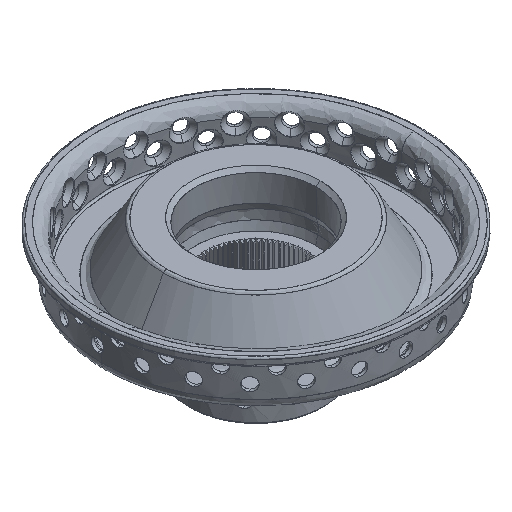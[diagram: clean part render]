
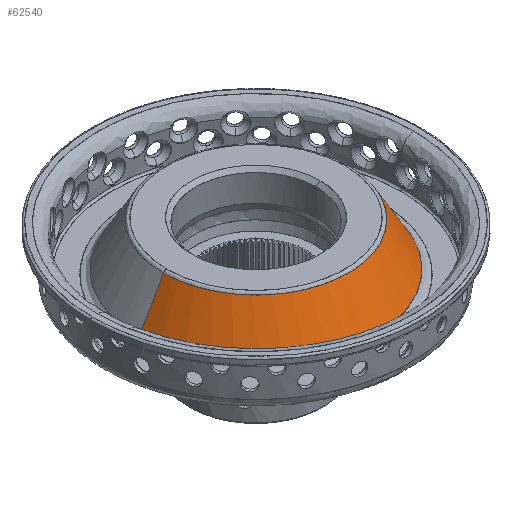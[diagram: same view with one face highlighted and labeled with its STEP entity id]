
A CAD part, isometric view. The second image highlights one B-rep face of the part: STEP entity #62540.
In plain terms, the highlighted free-form (B-spline) face has degree [2, 1] with [5, 2] control points.
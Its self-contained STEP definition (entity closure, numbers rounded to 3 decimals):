
#62540 = ADVANCED_FACE('',(#62541),#62577,.T.);
#62541 = FACE_BOUND('',#62542,.T.);
#62542 = EDGE_LOOP('',(#62543,#62555,#62562,#62572));
#62543 = ORIENTED_EDGE('',*,*,#62544,.F.);
#62544 = EDGE_CURVE('',#62545,#62547,#62549,.T.);
#62545 = VERTEX_POINT('',#62546);
#62546 = CARTESIAN_POINT('',(-75.594,0.,
    -28.967));
#62547 = VERTEX_POINT('',#62548);
#62548 = CARTESIAN_POINT('',(75.594,0.,
    -28.967));
#62549 = ( BOUNDED_CURVE() B_SPLINE_CURVE(2,(#62550,#62551,#62552,#62553
,#62554),.UNSPECIFIED.,.F.,.F.) B_SPLINE_CURVE_WITH_KNOTS((3,2,3),(
    3.142,4.712,6.283),
.PIECEWISE_BEZIER_KNOTS.) CURVE() GEOMETRIC_REPRESENTATION_ITEM() 
RATIONAL_B_SPLINE_CURVE((1.,0.707,1.,0.707,1.)) 
REPRESENTATION_ITEM('') );
#62550 = CARTESIAN_POINT('',(-75.594,0.,
    -28.967));
#62551 = CARTESIAN_POINT('',(-75.594,-75.594,
    -28.967));
#62552 = CARTESIAN_POINT('',(0.,-75.594,
    -28.967));
#62553 = CARTESIAN_POINT('',(75.594,-75.594,
    -28.967));
#62554 = CARTESIAN_POINT('',(75.594,0.,
    -28.967));
#62555 = ORIENTED_EDGE('',*,*,#62556,.F.);
#62556 = EDGE_CURVE('',#62557,#62545,#62559,.T.);
#62557 = VERTEX_POINT('',#62558);
#62558 = CARTESIAN_POINT('',(-59.562,0.,
    -1.198));
#62559 = B_SPLINE_CURVE_WITH_KNOTS('',1,(#62560,#62561),.UNSPECIFIED.,
  .F.,.F.,(2,2),(0.,26.766),.PIECEWISE_BEZIER_KNOTS.);
#62560 = CARTESIAN_POINT('',(-59.562,0.,-1.198));
#62561 = CARTESIAN_POINT('',(-75.594,0.,-28.967));
#62562 = ORIENTED_EDGE('',*,*,#62563,.F.);
#62563 = EDGE_CURVE('',#62564,#62557,#62566,.T.);
#62564 = VERTEX_POINT('',#62565);
#62565 = CARTESIAN_POINT('',(59.562,0.,
    -1.198));
#62566 = ( BOUNDED_CURVE() B_SPLINE_CURVE(2,(#62567,#62568,#62569,#62570
,#62571),.UNSPECIFIED.,.F.,.F.) B_SPLINE_CURVE_WITH_KNOTS((3,2,3),(0.,
1.571,3.142),.PIECEWISE_BEZIER_KNOTS.) CURVE() 
GEOMETRIC_REPRESENTATION_ITEM() RATIONAL_B_SPLINE_CURVE((1.,
0.707,1.,0.707,1.)) REPRESENTATION_ITEM('') );
#62567 = CARTESIAN_POINT('',(59.562,0.,
    -1.198));
#62568 = CARTESIAN_POINT('',(59.562,-59.562,
    -1.198));
#62569 = CARTESIAN_POINT('',(0.,-59.562,
    -1.198));
#62570 = CARTESIAN_POINT('',(-59.562,-59.562,
    -1.198));
#62571 = CARTESIAN_POINT('',(-59.562,0.,
    -1.198));
#62572 = ORIENTED_EDGE('',*,*,#62573,.F.);
#62573 = EDGE_CURVE('',#62547,#62564,#62574,.T.);
#62574 = B_SPLINE_CURVE_WITH_KNOTS('',1,(#62575,#62576),.UNSPECIFIED.,
  .F.,.F.,(2,2),(0.,26.766),.PIECEWISE_BEZIER_KNOTS.);
#62575 = CARTESIAN_POINT('',(75.594,0.,-28.967));
#62576 = CARTESIAN_POINT('',(59.562,0.,-1.198));
#62577 = ( BOUNDED_SURFACE() B_SPLINE_SURFACE(2,1,(
    (#62578,#62579)
    ,(#62580,#62581)
    ,(#62582,#62583)
    ,(#62584,#62585)
    ,(#62586,#62587
)),.UNSPECIFIED.,.F.,.F.,.F.) B_SPLINE_SURFACE_WITH_KNOTS((3,2,3),(2,2),
  (0.,1.571,3.142),(0.,26.766),
.PIECEWISE_BEZIER_KNOTS.) GEOMETRIC_REPRESENTATION_ITEM() 
RATIONAL_B_SPLINE_SURFACE((
    (1.,1.)
    ,(0.707,0.707)
    ,(1.,1.)
    ,(0.707,0.707)
,(1.,1.))) REPRESENTATION_ITEM('') SURFACE() );
#62578 = CARTESIAN_POINT('',(-59.562,0.,
    -1.198));
#62579 = CARTESIAN_POINT('',(-75.594,0.,
    -28.967));
#62580 = CARTESIAN_POINT('',(-59.562,-59.562,
    -1.198));
#62581 = CARTESIAN_POINT('',(-75.594,-75.594,
    -28.967));
#62582 = CARTESIAN_POINT('',(0.,-59.562,
    -1.198));
#62583 = CARTESIAN_POINT('',(0.,-75.594,
    -28.967));
#62584 = CARTESIAN_POINT('',(59.562,-59.562,
    -1.198));
#62585 = CARTESIAN_POINT('',(75.594,-75.594,
    -28.967));
#62586 = CARTESIAN_POINT('',(59.562,0.,
    -1.198));
#62587 = CARTESIAN_POINT('',(75.594,0.,
    -28.967));
